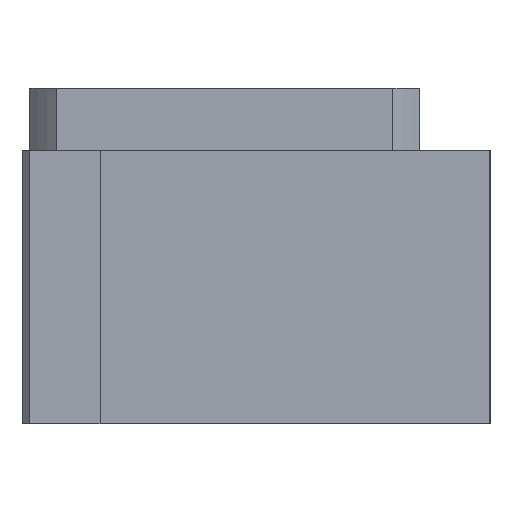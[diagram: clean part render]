
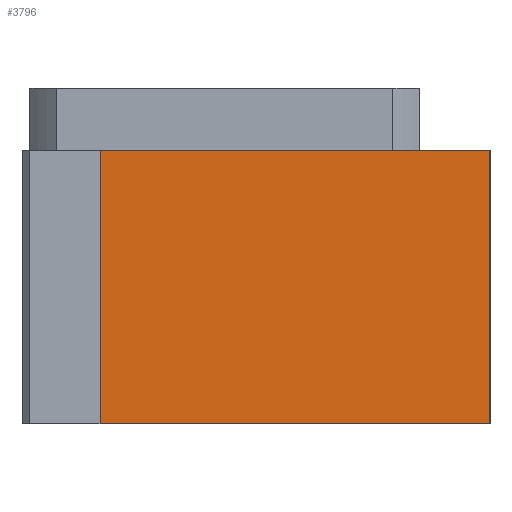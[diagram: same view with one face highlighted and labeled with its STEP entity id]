
A CAD part, left-side view. The second image highlights one B-rep face of the part: STEP entity #3796.
In plain terms, the highlighted planar face has unit normal (-1, 0, 0).
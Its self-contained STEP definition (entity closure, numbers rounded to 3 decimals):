
#93 = DIRECTION ( 'NONE',  ( 0., 0., 1. ) ) ;
#130 = LINE ( 'NONE', #4164, #623 ) ;
#181 = EDGE_CURVE ( 'NONE', #1170, #4289, #3905, .T. ) ;
#304 = PLANE ( 'NONE',  #1952 ) ;
#500 = CARTESIAN_POINT ( 'NONE',  ( -44., -34., -35. ) ) ;
#583 = CARTESIAN_POINT ( 'NONE',  ( -44., 16., -35. ) ) ;
#623 = VECTOR ( 'NONE', #3705, 1000. ) ;
#751 = CARTESIAN_POINT ( 'NONE',  ( -44., -34., 0. ) ) ;
#821 = VECTOR ( 'NONE', #2975, 1000. ) ;
#962 = VECTOR ( 'NONE', #93, 1000. ) ;
#1033 = ORIENTED_EDGE ( 'NONE', *, *, #4202, .T. ) ;
#1038 = LINE ( 'NONE', #583, #962 ) ;
#1167 = VECTOR ( 'NONE', #2388, 1000. ) ;
#1170 = VERTEX_POINT ( 'NONE', #500 ) ;
#1431 = VERTEX_POINT ( 'NONE', #3100 ) ;
#1772 = EDGE_CURVE ( 'NONE', #2055, #4289, #3314, .T. ) ;
#1937 = EDGE_CURVE ( 'NONE', #1431, #2055, #1038, .T. ) ;
#1952 = AXIS2_PLACEMENT_3D ( 'NONE', #4344, #3868, #3402 ) ;
#2055 = VERTEX_POINT ( 'NONE', #2298 ) ;
#2298 = CARTESIAN_POINT ( 'NONE',  ( -44., 16., 0. ) ) ;
#2388 = DIRECTION ( 'NONE',  ( 0., -1., 0. ) ) ;
#2681 = ORIENTED_EDGE ( 'NONE', *, *, #1937, .F. ) ;
#2848 = CARTESIAN_POINT ( 'NONE',  ( -44., -34., 0. ) ) ;
#2975 = DIRECTION ( 'NONE',  ( 0., 0., 1. ) ) ;
#3100 = CARTESIAN_POINT ( 'NONE',  ( -44., 16., -35. ) ) ;
#3314 = LINE ( 'NONE', #2848, #1167 ) ;
#3402 = DIRECTION ( 'NONE',  ( 0., 0., 1. ) ) ;
#3437 = CARTESIAN_POINT ( 'NONE',  ( -44., -34., -35. ) ) ;
#3705 = DIRECTION ( 'NONE',  ( 0., -1., 0. ) ) ;
#3742 = EDGE_LOOP ( 'NONE', ( #4490, #2681, #1033, #4317 ) ) ;
#3796 = ADVANCED_FACE ( 'NONE', ( #4464 ), #304, .T. ) ;
#3868 = DIRECTION ( 'NONE',  ( -1., 0., 0. ) ) ;
#3905 = LINE ( 'NONE', #3437, #821 ) ;
#4164 = CARTESIAN_POINT ( 'NONE',  ( -44., -34., -35. ) ) ;
#4202 = EDGE_CURVE ( 'NONE', #1431, #1170, #130, .T. ) ;
#4289 = VERTEX_POINT ( 'NONE', #751 ) ;
#4317 = ORIENTED_EDGE ( 'NONE', *, *, #181, .T. ) ;
#4344 = CARTESIAN_POINT ( 'NONE',  ( -44., -34., -35. ) ) ;
#4464 = FACE_OUTER_BOUND ( 'NONE', #3742, .T. ) ;
#4490 = ORIENTED_EDGE ( 'NONE', *, *, #1772, .F. ) ;
